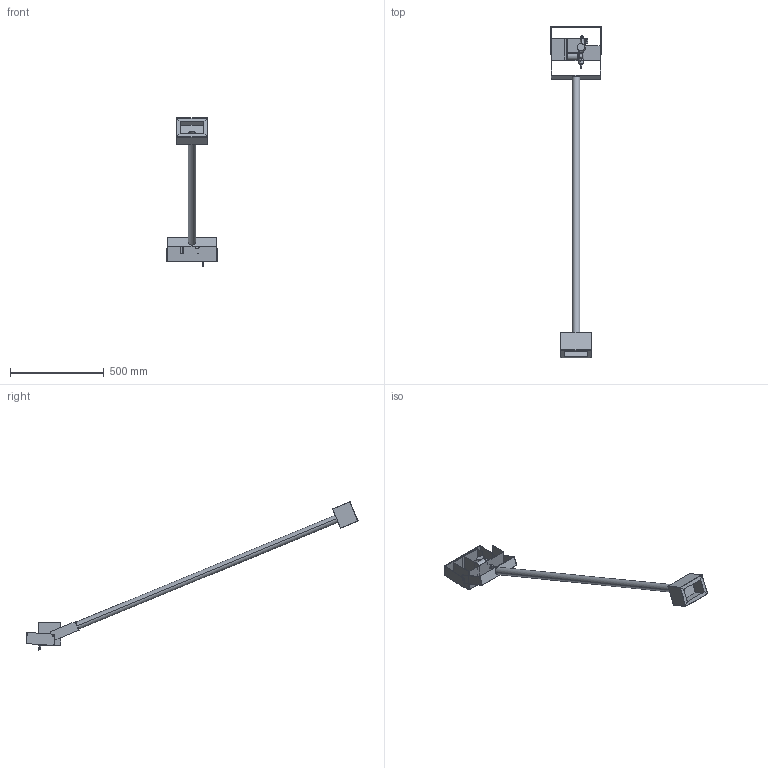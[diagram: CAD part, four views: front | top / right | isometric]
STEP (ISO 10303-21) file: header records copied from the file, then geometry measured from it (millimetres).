
FILE_DESCRIPTION (( 'STEP AP214' ), '1' );
FILE_NAME ('空洞器-A.STEP', '2022-08-09T09:24:24', ( '注册用户=Users' ), ( '注册单位=China' ), 'SwSTEP 2.0', 'SolidWorks 2014', '' );
FILE_SCHEMA (( 'AUTOMOTIVE_DESIGN' ));
Length unit declared in the file: millimetre
Products named in the file (10): jiangeban ; 芧謫; 驗ぽ鎮湛; 萇驗捩; 盓殤; 忒梟; Ы僻晴; 鎮湛; 俋褲; 諾韌ん-A
Assembly tree (9 placements, depth 2):
  諾韌ん-A
    俋褲
    鎮湛
    Ы僻晴
    忒梟
    盓殤
    萇驗捩
    驗ぽ鎮湛
    芧謫
    jiangeban 
Bounding box: 270 x 1774.27 x 791.95 mm (x, y, z)
Volume: 873023.2 mm3; surface area: 935313.1 mm2
Topology: 10 solids, 10 shells, 355 faces, 766 edges, 442 vertices
Faces by surface type: plane 173, cylinder 129, bspline 28, torus 17, sphere 4, cone 4
Entity records: 11406 total; most frequent: CARTESIAN_POINT 3387, DIRECTION 1591, ORIENTED_EDGE 1524, EDGE_CURVE 762, AXIS2_PLACEMENT_3D 574, VECTOR 443, LINE 443, VERTEX_POINT 442
